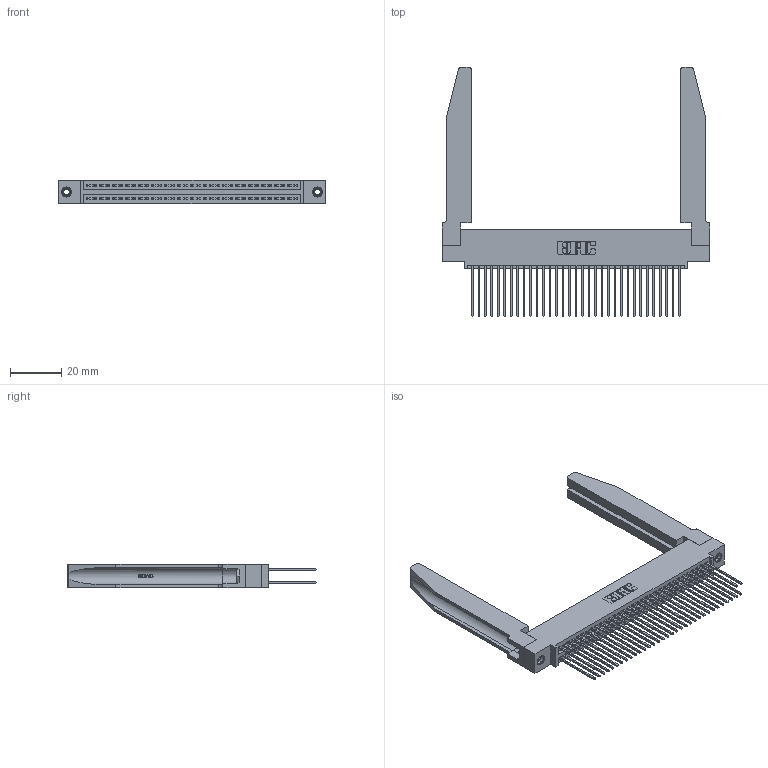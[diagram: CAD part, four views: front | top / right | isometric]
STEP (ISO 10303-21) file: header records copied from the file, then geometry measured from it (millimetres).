
FILE_DESCRIPTION (( 'STEP AP203' ), '1' );
FILE_NAME ('345-066-541-578.STEP', '2019-10-30T17:16:55', ( '' ), ( '' ), 'SwSTEP 2.0', 'SolidWorks 2016', '' );
FILE_SCHEMA (( 'CONFIG_CONTROL_DESIGN' ));
Length unit declared in the file: inch
Products named in the file (5): 345-292-001_345-293-141; 345-220-078_345-220-078; 345-066-541-578; 345-250-001_345-250-001-102; 345 Part_0.110 Offset - 0.156 Dia-TH
Assembly tree (71 placements, depth 2):
  345-066-541-578
    345 Part_0.110 Offset - 0.156 Dia-TH
    345-292-001_345-293-141  x66
    345-250-001_345-250-001-102  x2
    345-220-078_345-220-078  x2
Bounding box: 105.05 x 97.71 x 9.4 mm (x, y, z)
Volume: 18197.3 mm3; surface area: 23949.6 mm2
Topology: 71 solids, 71 shells, 3664 faces, 10795 edges, 7098 vertices
Faces by surface type: plane 2404, cylinder 1208, bspline 36, cone 12, torus 4
Entity records: 31994 total; most frequent: CARTESIAN_POINT 6291, ORIENTED_EDGE 5122, DIRECTION 4551, EDGE_CURVE 2561, VECTOR 2203, LINE 2203, VERTEX_POINT 1700, AXIS2_PLACEMENT_3D 1174
